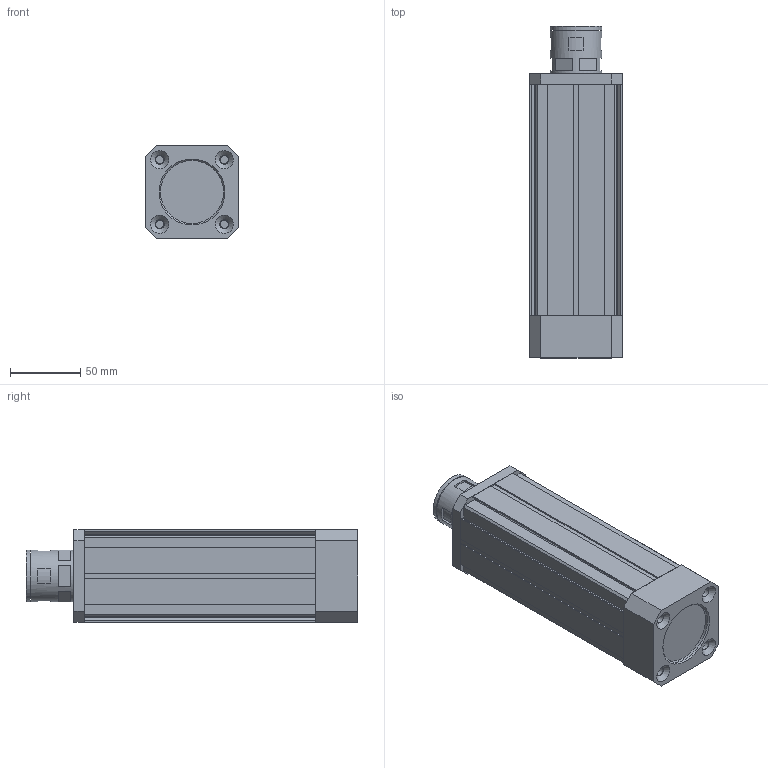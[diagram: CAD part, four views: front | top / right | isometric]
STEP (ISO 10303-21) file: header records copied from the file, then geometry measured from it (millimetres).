
FILE_DESCRIPTION(('STEP AP214'),'1');
FILE_NAME('SLM-M029.stp','2024-09-02T02:31:09',(' '),(' '),'Spatial InterOp 3D',' ',' ');
FILE_SCHEMA(('AUTOMOTIVE_DESIGN { 1 0 10303 214 1 1 1 1 }'));
Length unit declared in the file: metre
Products named in the file (8): Salamander_Front_Lid_Layout; Deckel_Sprengring_Layout; Scheibe_2_Zoll; SLM-M029; Rear_Wall_Sala_RWA; R_ckwand_Kabelverschr_RWC; Rastverschraubung_M32; Sala_Profil_all_Sala M=165mm
Assembly tree (7 placements, depth 3):
  SLM-M029
    Salamander_Front_Lid_Layout
      Deckel_Sprengring_Layout
      Scheibe_2_Zoll
    Rear_Wall_Sala_RWA
      R_ckwand_Kabelverschr_RWC
      Rastverschraubung_M32
    Sala_Profil_all_Sala M=165mm
Bounding box: 66 x 236.6 x 66 mm (x, y, z)
Volume: 364096.7 mm3; surface area: 129857.8 mm2
Topology: 5 solids, 5 shells, 203 faces, 495 edges, 329 vertices
Faces by surface type: plane 123, cylinder 65, cone 14, torus 1
Full cylindrical faces by diameter (mm): 6 x8, 6.4 x8, 9.3 x4, 23.5 x1, 28.5 x1, 30.95 x1, 31 x1, 32 x2, 37 x2, 45 x1, 51 x1, 52 x1, 54.6 x1, 55 x1
Entity records: 9946 total; most frequent: CARTESIAN_POINT 1339, DIRECTION 948, ORIENTED_EDGE 866, STYLED_ITEM 641, PRESENTATION_STYLE_ASSIGNMENT 641, COLOUR_RGB 641, EDGE_CURVE 433, CURVE_STYLE 433
